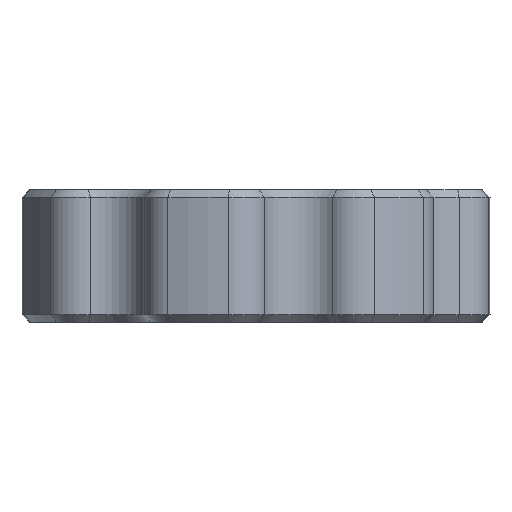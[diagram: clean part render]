
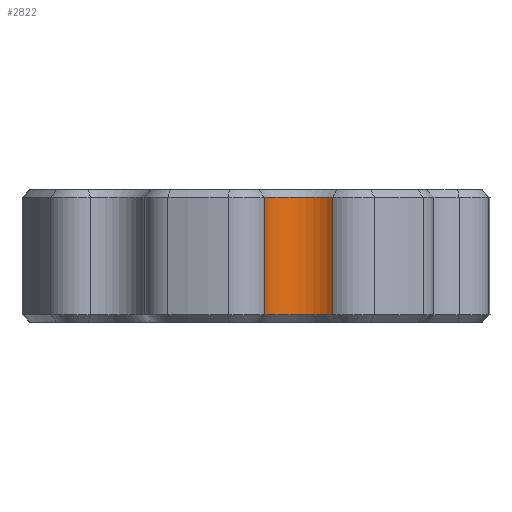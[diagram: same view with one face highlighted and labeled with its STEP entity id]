
A CAD part, front view. The second image highlights one B-rep face of the part: STEP entity #2822.
In plain terms, the highlighted cylindrical face has radius 6 mm (diameter 12 mm), a partial arc.
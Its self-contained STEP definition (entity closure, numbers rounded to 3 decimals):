
#336=FACE_OUTER_BOUND('',#521,.T.);
#521=EDGE_LOOP('',(#2570,#2571,#2572,#2573));
#693=CIRCLE('',#2908,6.);
#737=CIRCLE('',#2996,6.);
#937=LINE('',#7848,#1112);
#938=LINE('',#7850,#1113);
#1112=VECTOR('',#3665,10.);
#1113=VECTOR('',#3668,10.);
#1282=VERTEX_POINT('',#5949);
#1283=VERTEX_POINT('',#5953);
#1327=VERTEX_POINT('',#6407);
#1329=VERTEX_POINT('',#6413);
#1589=EDGE_CURVE('',#1283,#1282,#693,.T.);
#1704=EDGE_CURVE('',#1327,#1329,#737,.T.);
#1773=EDGE_CURVE('',#1282,#1327,#937,.T.);
#1774=EDGE_CURVE('',#1329,#1283,#938,.T.);
#2570=ORIENTED_EDGE('',*,*,#1774,.F.);
#2571=ORIENTED_EDGE('',*,*,#1704,.F.);
#2572=ORIENTED_EDGE('',*,*,#1773,.F.);
#2573=ORIENTED_EDGE('',*,*,#1589,.F.);
#2642=CYLINDRICAL_SURFACE('',#3062,6.);
#2822=ADVANCED_FACE('',(#336),#2642,.F.);
#2908=AXIS2_PLACEMENT_3D('',#5955,#3262,#3263);
#2996=AXIS2_PLACEMENT_3D('',#6417,#3509,#3510);
#3062=AXIS2_PLACEMENT_3D('',#7849,#3666,#3667);
#3262=DIRECTION('center_axis',(0.,0.,
-1.));
#3263=DIRECTION('ref_axis',(0.,1.,0.));
#3509=DIRECTION('center_axis',(0.,0.,
1.));
#3510=DIRECTION('ref_axis',(0.,1.,0.));
#3665=DIRECTION('',(0.,0.,-1.));
#3666=DIRECTION('center_axis',(0.,0.,
-1.));
#3667=DIRECTION('ref_axis',(-0.223,0.975,0.));
#3668=DIRECTION('',(0.,0.,1.));
#5949=CARTESIAN_POINT('',(23.685,-58.048,-1.));
#5953=CARTESIAN_POINT('',(14.195,-60.214,-1.));
#5955=CARTESIAN_POINT('Origin',(19.721,-62.552,-1.));
#6407=CARTESIAN_POINT('',(23.685,-58.048,-17.5));
#6413=CARTESIAN_POINT('',(14.195,-60.214,-17.5));
#6417=CARTESIAN_POINT('Origin',(19.721,-62.552,-17.5));
#7848=CARTESIAN_POINT('',(23.685,-58.048,0.));
#7849=CARTESIAN_POINT('Origin',(19.721,-62.552,0.));
#7850=CARTESIAN_POINT('',(14.195,-60.214,0.));
